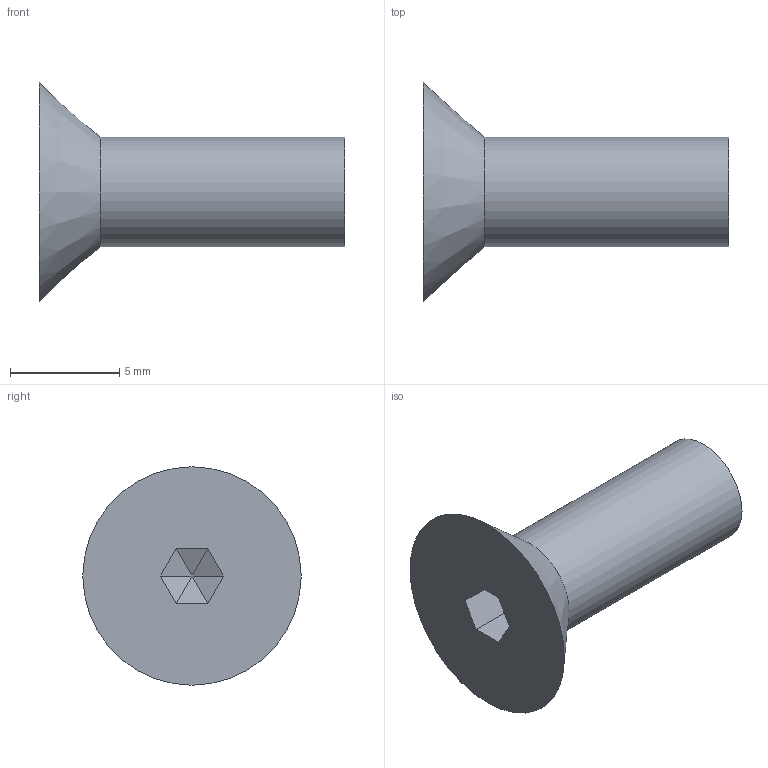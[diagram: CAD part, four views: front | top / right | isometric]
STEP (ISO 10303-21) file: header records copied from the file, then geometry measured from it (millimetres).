
FILE_DESCRIPTION(('CAx-IF Rec.Pracs.---Model Styling and Organization---1.5---2016-08-15','CAx-IF Rec.Pracs.---Geometric and Assembly Validation Properties---4.4---2016-08-17','CAx-IF Rec.Pracs.---User Defined Attributes---1.5---2016-08-15','CAx-IF Rec.Pracs.---External References---2.1---2005-01-19'),'2;1');
FILE_NAME('Flat_5M14.stp','2023-11-08T01:43:37',('Unspecified'),('Unspecified'),'CAD Exchanger 3.17.0 (cadexchanger.com)','Unspecified','');
FILE_SCHEMA(('AP242_MANAGED_MODEL_BASED_3D_ENGINEERING_MIM_LF { 1 0 10303 442 1 1 4 }'));
Length unit declared in the file: millimetre
Products named in the file (1): Flat_5M14
Bounding box: 14 x 10 x 10 mm (x, y, z)
Volume: 333.7 mm3; surface area: 384.6 mm2
Topology: 1 solids, 1 shells, 17 faces, 35 edges, 21 vertices
Faces by surface type: plane 15, cone 1, cylinder 1
Full cylindrical faces by diameter (mm): 5 x1
Entity records: 456 total; most frequent: CARTESIAN_POINT 83, ORIENTED_EDGE 70, DIRECTION 68, EDGE_CURVE 35, LINE 24, VECTOR 24, AXIS2_PLACEMENT_3D 22, VERTEX_POINT 21
